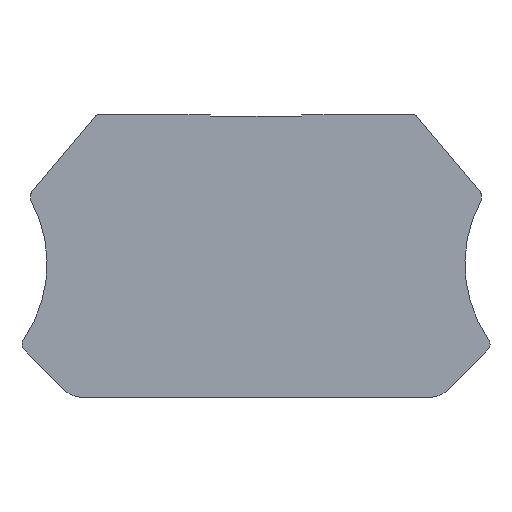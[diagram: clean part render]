
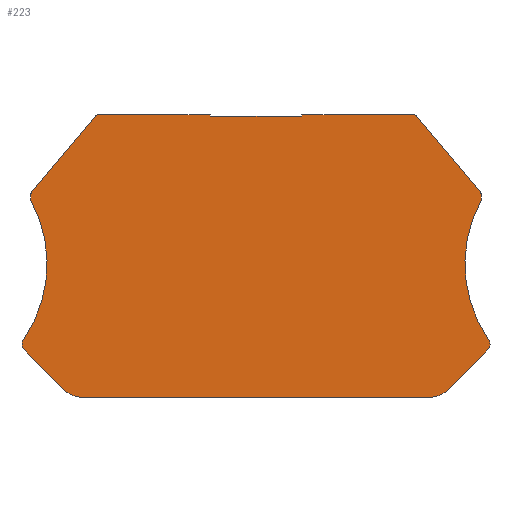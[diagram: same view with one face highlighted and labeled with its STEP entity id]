
A CAD part, left-side view. The second image highlights one B-rep face of the part: STEP entity #223.
In plain terms, the highlighted planar face has unit normal (-1, 0, 0).
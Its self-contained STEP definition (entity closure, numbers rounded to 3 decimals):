
#30=CARTESIAN_POINT('',(0.,-0.001,26.834));
#31=DIRECTION('',(0.,1.,0.));
#32=DIRECTION('',(1.,0.,0.));
#33=AXIS2_PLACEMENT_3D('',#30,#32,#31);
#34=PLANE('',#33);
#35=CARTESIAN_POINT('',(0.,5.199,32.002));
#36=VERTEX_POINT('',#35);
#37=CARTESIAN_POINT('',(0.,5.126,31.802));
#38=VERTEX_POINT('',#37);
#39=CARTESIAN_POINT('',(0.,5.199,32.002));
#40=DIRECTION('',(0.,-0.342,-0.94));
#41=VECTOR('',#40,0.213);
#42=LINE('',#39,#41);
#43=EDGE_CURVE('',#36,#38,#42,.T.);
#44=ORIENTED_EDGE('E1',*,*,#43,.T.);
#45=CARTESIAN_POINT('',(0.,-5.128,31.802));
#46=VERTEX_POINT('',#45);
#47=CARTESIAN_POINT('',(0.,5.126,31.802));
#48=DIRECTION('',(0.,-1.,0.));
#49=VECTOR('',#48,10.254);
#50=LINE('',#47,#49);
#51=EDGE_CURVE('',#38,#46,#50,.T.);
#52=ORIENTED_EDGE('E2',*,*,#51,.T.);
#53=CARTESIAN_POINT('',(0.,-5.201,32.002));
#54=VERTEX_POINT('',#53);
#55=CARTESIAN_POINT('',(0.,-5.128,31.802));
#56=DIRECTION('',(0.,-0.342,0.94));
#57=VECTOR('',#56,0.213);
#58=LINE('',#55,#57);
#59=EDGE_CURVE('',#46,#54,#58,.T.);
#60=ORIENTED_EDGE('E3',*,*,#59,.T.);
#61=CARTESIAN_POINT('',(0.,-17.82,32.002));
#62=VERTEX_POINT('',#61);
#63=CARTESIAN_POINT('',(0.,-5.201,32.002));
#64=DIRECTION('',(0.,-1.,0.));
#65=VECTOR('',#64,12.618);
#66=LINE('',#63,#65);
#67=EDGE_CURVE('',#54,#62,#66,.T.);
#68=ORIENTED_EDGE('E4',*,*,#67,.T.);
#69=CARTESIAN_POINT('',(0.,-18.203,31.823));
#70=VERTEX_POINT('',#69);
#71=CARTESIAN_POINT('',(0.,-17.82,31.502));
#72=DIRECTION('',(0.,0.,1.));
#73=DIRECTION('',(1.,0.,0.));
#74=AXIS2_PLACEMENT_3D('',#71,#73,#72);
#75=CIRCLE('',#74,0.5);
#76=EDGE_CURVE('',#62,#70,#75,.T.);
#77=ORIENTED_EDGE('E5',*,*,#76,.T.);
#78=CARTESIAN_POINT('',(0.,-25.384,23.264));
#79=VERTEX_POINT('',#78);
#80=CARTESIAN_POINT('',(0.,-18.203,31.823));
#81=DIRECTION('',(0.,-0.643,-0.766));
#82=VECTOR('',#81,11.173);
#83=LINE('',#80,#82);
#84=EDGE_CURVE('',#70,#79,#83,.T.);
#85=ORIENTED_EDGE('E6',*,*,#84,.T.);
#86=CARTESIAN_POINT('',(0.,-25.501,22.943));
#87=VERTEX_POINT('',#86);
#88=CARTESIAN_POINT('',(0.,-25.001,22.943));
#89=DIRECTION('',(0.,-0.766,0.643));
#90=DIRECTION('',(1.,0.,0.));
#91=AXIS2_PLACEMENT_3D('',#88,#90,#89);
#92=CIRCLE('',#91,0.5);
#93=EDGE_CURVE('',#79,#87,#92,.T.);
#94=ORIENTED_EDGE('E7',*,*,#93,.T.);
#95=CARTESIAN_POINT('',(0.,-25.501,22.302));
#96=VERTEX_POINT('',#95);
#97=CARTESIAN_POINT('',(0.,-25.501,22.943));
#98=DIRECTION('',(0.,0.,-1.));
#99=VECTOR('',#98,0.641);
#100=LINE('',#97,#99);
#101=EDGE_CURVE('',#87,#96,#100,.T.);
#102=ORIENTED_EDGE('E8',*,*,#101,.T.);
#103=CARTESIAN_POINT('',(0.,-26.324,6.57));
#104=VERTEX_POINT('',#103);
#105=CARTESIAN_POINT('',(0.,-38.661,15.102));
#106=DIRECTION('',(0.,0.877,0.48));
#107=DIRECTION('',(-1.,-0.,0.));
#108=AXIS2_PLACEMENT_3D('',#105,#107,#106);
#109=CIRCLE('',#108,15.);
#110=EDGE_CURVE('',#96,#104,#109,.T.);
#111=ORIENTED_EDGE('E9',*,*,#110,.T.);
#112=CARTESIAN_POINT('',(0.,-26.158,5.244));
#113=VERTEX_POINT('',#112);
#114=CARTESIAN_POINT('',(0.,-25.501,6.002));
#115=DIRECTION('',(0.,-0.822,0.569));
#116=DIRECTION('',(1.,-0.,0.));
#117=AXIS2_PLACEMENT_3D('',#114,#116,#115);
#118=CIRCLE('',#117,1.);
#119=EDGE_CURVE('',#104,#113,#118,.T.);
#120=ORIENTED_EDGE('E10',*,*,#119,.T.);
#121=CARTESIAN_POINT('',(0.,-21.794,0.88));
#122=VERTEX_POINT('',#121);
#123=CARTESIAN_POINT('',(0.,-26.158,5.244));
#124=DIRECTION('',(0.,0.707,-0.707));
#125=VECTOR('',#124,6.171);
#126=LINE('',#123,#125);
#127=EDGE_CURVE('',#113,#122,#126,.T.);
#128=ORIENTED_EDGE('E11',*,*,#127,.T.);
#129=CARTESIAN_POINT('',(0.,-19.673,0.002));
#130=VERTEX_POINT('',#129);
#131=CARTESIAN_POINT('',(0.,-19.673,3.002));
#132=DIRECTION('',(0.,-0.707,-0.707));
#133=DIRECTION('',(1.,-0.,0.));
#134=AXIS2_PLACEMENT_3D('',#131,#133,#132);
#135=CIRCLE('',#134,3.);
#136=EDGE_CURVE('',#122,#130,#135,.T.);
#137=ORIENTED_EDGE('E12',*,*,#136,.T.);
#138=CARTESIAN_POINT('',(0.,19.67,0.002));
#139=VERTEX_POINT('',#138);
#140=CARTESIAN_POINT('',(0.,-19.673,0.002));
#141=DIRECTION('',(0.,1.,0.));
#142=VECTOR('',#141,39.343);
#143=LINE('',#140,#142);
#144=EDGE_CURVE('',#130,#139,#143,.T.);
#145=ORIENTED_EDGE('E13',*,*,#144,.T.);
#146=CARTESIAN_POINT('',(0.,21.792,0.88));
#147=VERTEX_POINT('',#146);
#148=CARTESIAN_POINT('',(0.,19.67,3.002));
#149=DIRECTION('',(0.,0.,-1.));
#150=DIRECTION('',(1.,0.,-0.));
#151=AXIS2_PLACEMENT_3D('',#148,#150,#149);
#152=CIRCLE('',#151,3.);
#153=EDGE_CURVE('',#139,#147,#152,.T.);
#154=ORIENTED_EDGE('E14',*,*,#153,.T.);
#155=CARTESIAN_POINT('',(0.,26.153,5.246));
#156=VERTEX_POINT('',#155);
#157=CARTESIAN_POINT('',(0.,21.792,0.88));
#158=DIRECTION('',(0.,0.707,0.707));
#159=VECTOR('',#158,6.171);
#160=LINE('',#157,#159);
#161=EDGE_CURVE('',#147,#156,#160,.T.);
#162=ORIENTED_EDGE('E15',*,*,#161,.T.);
#163=CARTESIAN_POINT('',(0.,26.321,6.57));
#164=VERTEX_POINT('',#163);
#165=CARTESIAN_POINT('',(0.,25.499,6.002));
#166=DIRECTION('',(0.,0.655,-0.756));
#167=DIRECTION('',(1.,0.,-0.));
#168=AXIS2_PLACEMENT_3D('',#165,#167,#166);
#169=CIRCLE('',#168,1.);
#170=EDGE_CURVE('',#156,#164,#169,.T.);
#171=ORIENTED_EDGE('E16',*,*,#170,.T.);
#172=CARTESIAN_POINT('',(0.,25.499,22.302));
#173=VERTEX_POINT('',#172);
#174=CARTESIAN_POINT('',(0.,38.658,15.102));
#175=DIRECTION('',(0.,-0.822,-0.569));
#176=DIRECTION('',(-1.,0.,0.));
#177=AXIS2_PLACEMENT_3D('',#174,#176,#175);
#178=CIRCLE('',#177,15.);
#179=EDGE_CURVE('',#164,#173,#178,.T.);
#180=ORIENTED_EDGE('E17',*,*,#179,.T.);
#181=CARTESIAN_POINT('',(0.,25.499,22.943));
#182=VERTEX_POINT('',#181);
#183=CARTESIAN_POINT('',(0.,25.499,22.302));
#184=DIRECTION('',(0.,0.,1.));
#185=VECTOR('',#184,0.641);
#186=LINE('',#183,#185);
#187=EDGE_CURVE('',#173,#182,#186,.T.);
#188=ORIENTED_EDGE('E18',*,*,#187,.T.);
#189=CARTESIAN_POINT('',(0.,25.382,23.264));
#190=VERTEX_POINT('',#189);
#191=CARTESIAN_POINT('',(0.,24.999,22.943));
#192=DIRECTION('',(0.,1.,0.));
#193=DIRECTION('',(1.,0.,0.));
#194=AXIS2_PLACEMENT_3D('',#191,#193,#192);
#195=CIRCLE('',#194,0.5);
#196=EDGE_CURVE('',#182,#190,#195,.T.);
#197=ORIENTED_EDGE('E19',*,*,#196,.T.);
#198=CARTESIAN_POINT('',(0.,18.2,31.823));
#199=VERTEX_POINT('',#198);
#200=CARTESIAN_POINT('',(0.,25.382,23.264));
#201=DIRECTION('',(0.,-0.643,0.766));
#202=VECTOR('',#201,11.173);
#203=LINE('',#200,#202);
#204=EDGE_CURVE('',#190,#199,#203,.T.);
#205=ORIENTED_EDGE('E20',*,*,#204,.T.);
#206=CARTESIAN_POINT('',(0.,17.817,32.002));
#207=VERTEX_POINT('',#206);
#208=CARTESIAN_POINT('',(0.,17.817,31.502));
#209=DIRECTION('',(0.,0.766,0.643));
#210=DIRECTION('',(1.,0.,0.));
#211=AXIS2_PLACEMENT_3D('',#208,#210,#209);
#212=CIRCLE('',#211,0.5);
#213=EDGE_CURVE('',#199,#207,#212,.T.);
#214=ORIENTED_EDGE('E21',*,*,#213,.T.);
#215=CARTESIAN_POINT('',(0.,17.817,32.002));
#216=DIRECTION('',(0.,-1.,0.));
#217=VECTOR('',#216,12.618);
#218=LINE('',#215,#217);
#219=EDGE_CURVE('',#207,#36,#218,.T.);
#220=ORIENTED_EDGE('E22',*,*,#219,.T.);
#221=EDGE_LOOP('',(#44,#52,#60,#68,#77,#85,#94,#102,#111,#120,#128,#137,#145,#154,#162,#171,#180,#188,#197,#205,#214,#220));
#222=FACE_OUTER_BOUND('',#221,.F.);
#223=ADVANCED_FACE('F1',(#222),#34,.F.);
